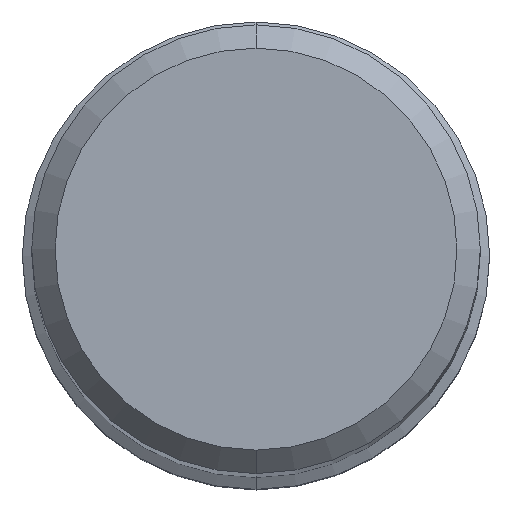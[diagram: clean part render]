
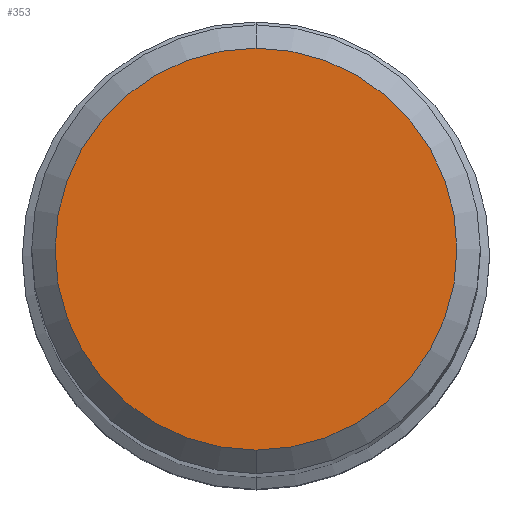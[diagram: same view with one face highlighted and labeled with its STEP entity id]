
A CAD part, top view. The second image highlights one B-rep face of the part: STEP entity #353.
In plain terms, the highlighted planar face has unit normal (0, 0, 1).
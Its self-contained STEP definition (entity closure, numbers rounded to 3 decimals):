
#235=VERTEX_POINT('',#624);
#339=VERTEX_POINT('',#740);
#353=ADVANCED_FACE('',(#754),#755,.T.);
#375=EDGE_CURVE('',#339,#235,#784,.T.);
#411=EDGE_CURVE('',#235,#339,#824,.T.);
#624=CARTESIAN_POINT('',(0.0,4.3,0.0));
#740=CARTESIAN_POINT('',(0.,-4.3,0.0));
#754=FACE_OUTER_BOUND('',#1284,.T.);
#755=PLANE('',#1285);
#784=CIRCLE('',#1326,4.3);
#824=CIRCLE('',#1416,4.3);
#1284=EDGE_LOOP('',(#1973,#1974));
#1285=AXIS2_PLACEMENT_3D('',#1975,#1976,#1977);
#1326=AXIS2_PLACEMENT_3D('',#2039,#2040,#2041);
#1416=AXIS2_PLACEMENT_3D('',#2079,#2080,#2081);
#1973=ORIENTED_EDGE('',*,*,#411,.F.);
#1974=ORIENTED_EDGE('',*,*,#375,.F.);
#1975=CARTESIAN_POINT('',(0.0,2.15,0.0));
#1976=DIRECTION('',(-0.0,0.0,1.0));
#1977=DIRECTION('',(0.0,-1.0,0.0));
#2039=CARTESIAN_POINT('',(0.0,0.0,0.0));
#2040=DIRECTION('',(0.0,0.0,-1.0));
#2041=DIRECTION('',(0.0,1.0,0.0));
#2079=CARTESIAN_POINT('',(0.0,0.0,0.0));
#2080=DIRECTION('',(0.0,0.0,-1.0));
#2081=DIRECTION('',(0.0,1.0,0.0));
